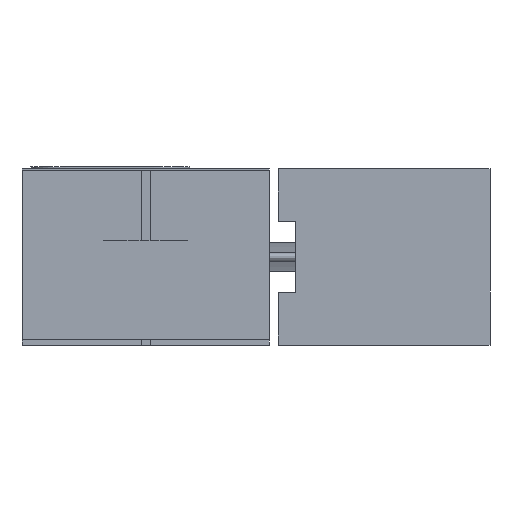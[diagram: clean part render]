
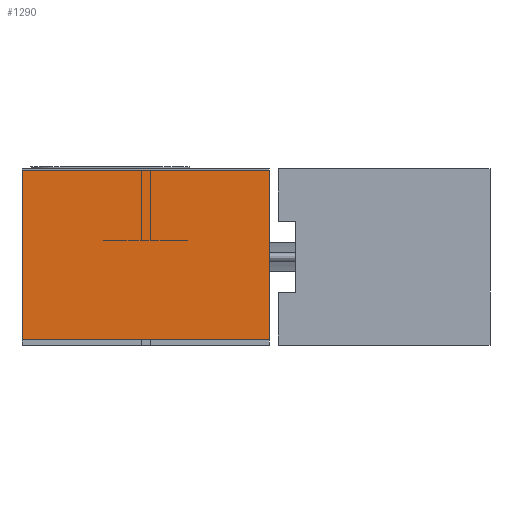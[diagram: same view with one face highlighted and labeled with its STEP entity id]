
A CAD part, left-side view. The second image highlights one B-rep face of the part: STEP entity #1290.
In plain terms, the highlighted planar face has unit normal (-1, 0, 0).
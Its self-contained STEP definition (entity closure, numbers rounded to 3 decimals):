
#87=DIRECTION('',(0.,0.,1.));
#88=VECTOR('',#87,9.6);
#89=CARTESIAN_POINT('',(0.,0.,0.3));
#90=LINE('',#89,#88);
#222=DIRECTION('',(0.,0.,1.));
#223=VECTOR('',#222,9.6);
#224=CARTESIAN_POINT('',(0.,14.,0.3));
#225=LINE('',#224,#223);
#359=DIRECTION('',(0.,1.,0.));
#360=VECTOR('',#359,14.);
#361=CARTESIAN_POINT('',(0.,0.,0.3));
#362=LINE('',#361,#360);
#373=DIRECTION('',(0.,1.,0.));
#374=VECTOR('',#373,14.);
#375=CARTESIAN_POINT('',(0.,0.,9.9));
#376=LINE('',#375,#374);
#913=CARTESIAN_POINT('',(0.,0.,0.3));
#914=VERTEX_POINT('',#913);
#915=CARTESIAN_POINT('',(0.,0.,9.9));
#916=VERTEX_POINT('',#915);
#921=CARTESIAN_POINT('',(0.,14.,0.3));
#922=VERTEX_POINT('',#921);
#923=CARTESIAN_POINT('',(0.,14.,9.9));
#924=VERTEX_POINT('',#923);
#1278=CARTESIAN_POINT('',(0.,0.,0.3));
#1279=DIRECTION('',(-1.,0.,0.));
#1280=DIRECTION('',(0.,0.,1.));
#1281=AXIS2_PLACEMENT_3D('',#1278,#1279,#1280);
#1282=PLANE('',#1281);
#1283=ORIENTED_EDGE('',*,*,#1090,.F.);
#1284=ORIENTED_EDGE('',*,*,#1273,.T.);
#1285=ORIENTED_EDGE('',*,*,#1171,.T.);
#1287=ORIENTED_EDGE('',*,*,#1286,.F.);
#1288=EDGE_LOOP('',(#1283,#1284,#1285,#1287));
#1289=FACE_OUTER_BOUND('',#1288,.F.);
#1090=EDGE_CURVE('',#914,#916,#90,.T.);
#1171=EDGE_CURVE('',#922,#924,#225,.T.);
#1273=EDGE_CURVE('',#914,#922,#362,.T.);
#1286=EDGE_CURVE('',#916,#924,#376,.T.);
#1290=ADVANCED_FACE('',(#1289),#1282,.T.);
